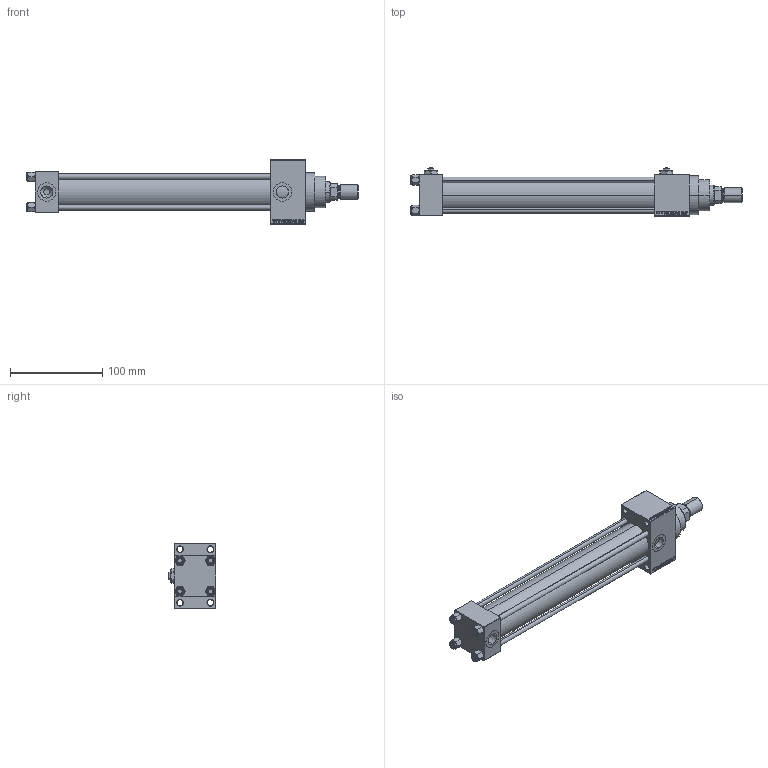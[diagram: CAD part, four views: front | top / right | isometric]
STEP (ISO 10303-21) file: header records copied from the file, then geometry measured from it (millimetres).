
FILE_DESCRIPTION (( 'STEP AP203' ), '1' );
FILE_NAME ('38fc.STEP', '2025-10-08T11:10:09', ( '' ), ( '' ), 'SwSTEP 2.0', 'SolidWorks 2019', '' );
FILE_SCHEMA (( 'CONFIG_CONTROL_DESIGN' ));
Length unit declared in the file: millimetre
Products named in the file (8): V215CR_VCP_D 97cf2f8286a0178f7c50e50869f95500; NUT_M5_D 97cf2f8286a0178f7c50e50869f95500; V215_VC_A 97cf2f8286a0178f7c50e50869f95500; 38fc; Zatka_pro_OIL_PORT 97cf2f8286a0178f7c50e50869f95500; ROD_END_AH 97cf2f8286a0178f7c50e50869f95500; V215CR_D_TYCINKA 97cf2f8286a0178f7c50e50869f95500; V215CR_D_Body 97cf2f8286a0178f7c50e50869f95500
Assembly tree (14 placements, depth 2):
  38fc
    V215CR_D_Body 97cf2f8286a0178f7c50e50869f95500
    V215CR_VCP_D 97cf2f8286a0178f7c50e50869f95500
    NUT_M5_D 97cf2f8286a0178f7c50e50869f95500  x4
    V215CR_D_TYCINKA 97cf2f8286a0178f7c50e50869f95500  x4
    V215_VC_A 97cf2f8286a0178f7c50e50869f95500
    ROD_END_AH 97cf2f8286a0178f7c50e50869f95500
    Zatka_pro_OIL_PORT 97cf2f8286a0178f7c50e50869f95500  x2
Bounding box: 360 x 52 x 70 mm (x, y, z)
Volume: 395834.6 mm3; surface area: 148337.4 mm2
Topology: 14 solids, 14 shells, 1216 faces, 2994 edges, 1925 vertices
Faces by surface type: plane 546, bspline 368, cone 188, cylinder 104, torus 10
Entity records: 49552 total; most frequent: CARTESIAN_POINT 25699, ORIENTED_EDGE 5288, DIRECTION 3500, EDGE_CURVE 2644, VERTEX_POINT 1723, VECTOR 1556, LINE 1556, EDGE_LOOP 1195
